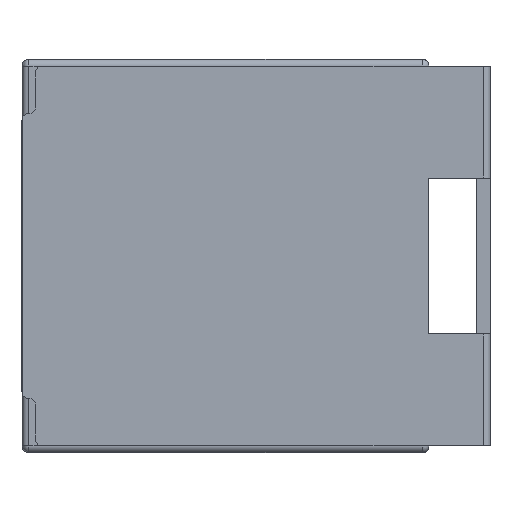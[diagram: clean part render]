
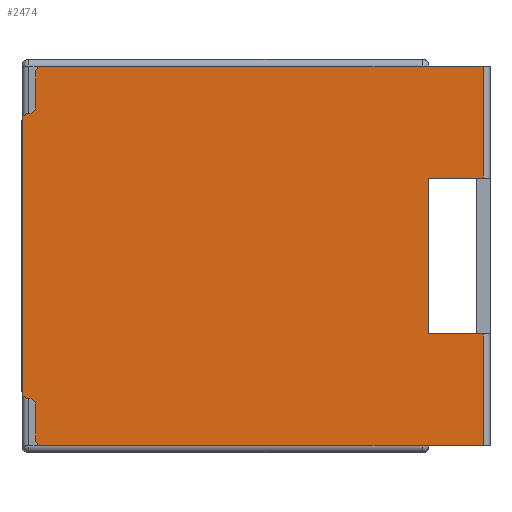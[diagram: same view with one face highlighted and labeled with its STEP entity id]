
A CAD part, left-side view. The second image highlights one B-rep face of the part: STEP entity #2474.
In plain terms, the highlighted planar face has unit normal (-1, 0, 0).
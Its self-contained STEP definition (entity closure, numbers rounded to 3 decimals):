
#8 = EDGE_CURVE ( 'NONE', #1102, #6141, #6098, .T. ) ;
#24 = ORIENTED_EDGE ( 'NONE', *, *, #4991, .T. ) ;
#44 = ORIENTED_EDGE ( 'NONE', *, *, #3841, .T. ) ;
#48 = CARTESIAN_POINT ( 'NONE',  ( -0.1, -0.4, -2.025 ) ) ;
#209 = CIRCLE ( 'NONE', #4183, 0.05 ) ;
#224 = VERTEX_POINT ( 'NONE', #5338 ) ;
#334 = ORIENTED_EDGE ( 'NONE', *, *, #873, .F. ) ;
#393 = CARTESIAN_POINT ( 'NONE',  ( -0.1, 0., -0.875 ) ) ;
#477 = EDGE_CURVE ( 'NONE', #2923, #998, #2624, .T. ) ;
#592 = LINE ( 'NONE', #1318, #2844 ) ;
#718 = ORIENTED_EDGE ( 'NONE', *, *, #2052, .T. ) ;
#739 = CIRCLE ( 'NONE', #1068, 0.05 ) ;
#779 = CARTESIAN_POINT ( 'NONE',  ( -0.1, 3., -2.85 ) ) ;
#786 = DIRECTION ( 'NONE',  ( 0., 0., -1. ) ) ;
#873 = EDGE_CURVE ( 'NONE', #1894, #888, #2802, .T. ) ;
#888 = VERTEX_POINT ( 'NONE', #4530 ) ;
#891 = FACE_OUTER_BOUND ( 'NONE', #3435, .T. ) ;
#900 = CARTESIAN_POINT ( 'NONE',  ( -0.1, -0.4, -2.85 ) ) ;
#937 = CIRCLE ( 'NONE', #6678, 0.05 ) ;
#956 = CARTESIAN_POINT ( 'NONE',  ( -0.1, 3., -2.85 ) ) ;
#998 = VERTEX_POINT ( 'NONE', #3246 ) ;
#1052 = AXIS2_PLACEMENT_3D ( 'NONE', #2026, #4626, #3121 ) ;
#1068 = AXIS2_PLACEMENT_3D ( 'NONE', #3988, #6626, #2991 ) ;
#1102 = VERTEX_POINT ( 'NONE', #2489 ) ;
#1134 = VERTEX_POINT ( 'NONE', #48 ) ;
#1139 = DIRECTION ( 'NONE',  ( 0., 0., 1. ) ) ;
#1224 = VERTEX_POINT ( 'NONE', #1665 ) ;
#1282 = ORIENTED_EDGE ( 'NONE', *, *, #2350, .T. ) ;
#1290 = VECTOR ( 'NONE', #3968, 1000. ) ;
#1318 = CARTESIAN_POINT ( 'NONE',  ( -0.1, 0., -2.025 ) ) ;
#1400 = ORIENTED_EDGE ( 'NONE', *, *, #2199, .F. ) ;
#1416 = CARTESIAN_POINT ( 'NONE',  ( -0.1, 2.95, -2.45 ) ) ;
#1427 = CARTESIAN_POINT ( 'NONE',  ( -0.1, -0.4, -0.875 ) ) ;
#1481 = PLANE ( 'NONE',  #3173 ) ;
#1489 = DIRECTION ( 'NONE',  ( 0., -1., 0. ) ) ;
#1519 = ORIENTED_EDGE ( 'NONE', *, *, #5917, .T. ) ;
#1602 = EDGE_CURVE ( 'NONE', #2628, #1224, #739, .T. ) ;
#1665 = CARTESIAN_POINT ( 'NONE',  ( -0.1, 2.85, -2.85 ) ) ;
#1751 = ORIENTED_EDGE ( 'NONE', *, *, #2570, .F. ) ;
#1894 = VERTEX_POINT ( 'NONE', #3323 ) ;
#1995 = VERTEX_POINT ( 'NONE', #5548 ) ;
#2026 = CARTESIAN_POINT ( 'NONE',  ( -0.1, 2.85, -0.1 ) ) ;
#2050 = CARTESIAN_POINT ( 'NONE',  ( -0.1, -0.4, -2.85 ) ) ;
#2052 = EDGE_CURVE ( 'NONE', #6141, #2855, #937, .T. ) ;
#2083 = VERTEX_POINT ( 'NONE', #1427 ) ;
#2085 = VECTOR ( 'NONE', #3410, 1000. ) ;
#2199 = EDGE_CURVE ( 'NONE', #2628, #998, #4290, .T. ) ;
#2307 = CARTESIAN_POINT ( 'NONE',  ( -0.1, -0.4, -0.05 ) ) ;
#2312 = LINE ( 'NONE', #5424, #2890 ) ;
#2324 = EDGE_CURVE ( 'NONE', #224, #6454, #2355, .T. ) ;
#2350 = EDGE_CURVE ( 'NONE', #2083, #6454, #2930, .T. ) ;
#2355 = LINE ( 'NONE', #2863, #2085 ) ;
#2474 = ADVANCED_FACE ( 'NONE', ( #891 ), #1481, .T. ) ;
#2489 = CARTESIAN_POINT ( 'NONE',  ( -0.1, 2.9, -0.1 ) ) ;
#2492 = LINE ( 'NONE', #900, #5725 ) ;
#2495 = CIRCLE ( 'NONE', #1052, 0.05 ) ;
#2529 = DIRECTION ( 'NONE',  ( 1., 0., 0. ) ) ;
#2570 = EDGE_CURVE ( 'NONE', #2083, #3311, #5356, .T. ) ;
#2587 = CARTESIAN_POINT ( 'NONE',  ( -0.1, 0., -0.875 ) ) ;
#2624 = CIRCLE ( 'NONE', #6488, 0.05 ) ;
#2628 = VERTEX_POINT ( 'NONE', #6591 ) ;
#2684 = CARTESIAN_POINT ( 'NONE',  ( -0.1, 0., -2.025 ) ) ;
#2802 = LINE ( 'NONE', #779, #4077 ) ;
#2844 = VECTOR ( 'NONE', #6514, 1000. ) ;
#2855 = VERTEX_POINT ( 'NONE', #5869 ) ;
#2863 = CARTESIAN_POINT ( 'NONE',  ( -0.1, 3., -0.05 ) ) ;
#2875 = DIRECTION ( 'NONE',  ( 0., 0., 1. ) ) ;
#2890 = VECTOR ( 'NONE', #4273, 1000. ) ;
#2898 = CARTESIAN_POINT ( 'NONE',  ( -0.1, -0.4, -2.85 ) ) ;
#2923 = VERTEX_POINT ( 'NONE', #3607 ) ;
#2930 = LINE ( 'NONE', #2898, #1290 ) ;
#2991 = DIRECTION ( 'NONE',  ( 0., -1., 0. ) ) ;
#3006 = DIRECTION ( 'NONE',  ( 0., 0., 1. ) ) ;
#3057 = ORIENTED_EDGE ( 'NONE', *, *, #2324, .F. ) ;
#3066 = DIRECTION ( 'NONE',  ( 0., -1., 0. ) ) ;
#3087 = VECTOR ( 'NONE', #4172, 1000. ) ;
#3121 = DIRECTION ( 'NONE',  ( 0., -1., 0. ) ) ;
#3173 = AXIS2_PLACEMENT_3D ( 'NONE', #956, #5184, #3066 ) ;
#3230 = LINE ( 'NONE', #2684, #3087 ) ;
#3246 = CARTESIAN_POINT ( 'NONE',  ( -0.1, 2.9, -2.55 ) ) ;
#3311 = VERTEX_POINT ( 'NONE', #393 ) ;
#3323 = CARTESIAN_POINT ( 'NONE',  ( -0.1, 3., -2.45 ) ) ;
#3410 = DIRECTION ( 'NONE',  ( 0., -1., 0. ) ) ;
#3427 = ORIENTED_EDGE ( 'NONE', *, *, #1602, .T. ) ;
#3435 = EDGE_LOOP ( 'NONE', ( #3057, #3436, #3755, #718, #24, #334, #1519, #4853, #1400, #3427, #44, #3689, #4763, #6020, #1751, #1282 ) ) ;
#3436 = ORIENTED_EDGE ( 'NONE', *, *, #5360, .T. ) ;
#3607 = CARTESIAN_POINT ( 'NONE',  ( -0.1, 2.95, -2.5 ) ) ;
#3612 = VECTOR ( 'NONE', #1139, 1000. ) ;
#3689 = ORIENTED_EDGE ( 'NONE', *, *, #6752, .T. ) ;
#3755 = ORIENTED_EDGE ( 'NONE', *, *, #8, .T. ) ;
#3841 = EDGE_CURVE ( 'NONE', #1224, #6799, #2312, .T. ) ;
#3915 = AXIS2_PLACEMENT_3D ( 'NONE', #5689, #5283, #5801 ) ;
#3968 = DIRECTION ( 'NONE',  ( 0., 0., 1. ) ) ;
#3982 = CARTESIAN_POINT ( 'NONE',  ( -0.1, 2.95, -0.35 ) ) ;
#3988 = CARTESIAN_POINT ( 'NONE',  ( -0.1, 2.85, -2.8 ) ) ;
#4077 = VECTOR ( 'NONE', #2875, 1000. ) ;
#4172 = DIRECTION ( 'NONE',  ( 0., 0., -1. ) ) ;
#4183 = AXIS2_PLACEMENT_3D ( 'NONE', #1416, #5700, #1489 ) ;
#4273 = DIRECTION ( 'NONE',  ( 0., -1., 0. ) ) ;
#4290 = LINE ( 'NONE', #4892, #3612 ) ;
#4410 = VECTOR ( 'NONE', #6385, 1000. ) ;
#4453 = DIRECTION ( 'NONE',  ( 1., 0., 0. ) ) ;
#4530 = CARTESIAN_POINT ( 'NONE',  ( -0.1, 3., -0.45 ) ) ;
#4626 = DIRECTION ( 'NONE',  ( -1., 0., 0. ) ) ;
#4763 = ORIENTED_EDGE ( 'NONE', *, *, #6650, .F. ) ;
#4853 = ORIENTED_EDGE ( 'NONE', *, *, #477, .T. ) ;
#4892 = CARTESIAN_POINT ( 'NONE',  ( -0.1, 2.9, -2.5 ) ) ;
#4973 = CARTESIAN_POINT ( 'NONE',  ( -0.1, 2.9, -0.4 ) ) ;
#4991 = EDGE_CURVE ( 'NONE', #2855, #888, #6672, .T. ) ;
#5120 = CARTESIAN_POINT ( 'NONE',  ( -0.1, 2.95, -2.55 ) ) ;
#5184 = DIRECTION ( 'NONE',  ( -1., 0., 0. ) ) ;
#5283 = DIRECTION ( 'NONE',  ( -1., 0., 0. ) ) ;
#5338 = CARTESIAN_POINT ( 'NONE',  ( -0.1, 2.85, -0.05 ) ) ;
#5356 = LINE ( 'NONE', #2587, #4410 ) ;
#5360 = EDGE_CURVE ( 'NONE', #224, #1102, #2495, .T. ) ;
#5424 = CARTESIAN_POINT ( 'NONE',  ( -0.1, 3., -2.85 ) ) ;
#5548 = CARTESIAN_POINT ( 'NONE',  ( -0.1, 0., -2.025 ) ) ;
#5631 = VECTOR ( 'NONE', #786, 1000. ) ;
#5689 = CARTESIAN_POINT ( 'NONE',  ( -0.1, 2.95, -0.45 ) ) ;
#5700 = DIRECTION ( 'NONE',  ( -1., 0., 0. ) ) ;
#5725 = VECTOR ( 'NONE', #3006, 1000. ) ;
#5776 = CARTESIAN_POINT ( 'NONE',  ( -0.1, 2.9, -0.35 ) ) ;
#5801 = DIRECTION ( 'NONE',  ( 0., -1., 0. ) ) ;
#5869 = CARTESIAN_POINT ( 'NONE',  ( -0.1, 2.95, -0.4 ) ) ;
#5917 = EDGE_CURVE ( 'NONE', #1894, #2923, #209, .T. ) ;
#6020 = ORIENTED_EDGE ( 'NONE', *, *, #6327, .F. ) ;
#6097 = DIRECTION ( 'NONE',  ( 0., -1., 0. ) ) ;
#6098 = LINE ( 'NONE', #4973, #5631 ) ;
#6141 = VERTEX_POINT ( 'NONE', #5776 ) ;
#6327 = EDGE_CURVE ( 'NONE', #3311, #1995, #3230, .T. ) ;
#6385 = DIRECTION ( 'NONE',  ( 0., 1., 0. ) ) ;
#6454 = VERTEX_POINT ( 'NONE', #2307 ) ;
#6488 = AXIS2_PLACEMENT_3D ( 'NONE', #5120, #2529, #6706 ) ;
#6514 = DIRECTION ( 'NONE',  ( 0., -1., 0. ) ) ;
#6591 = CARTESIAN_POINT ( 'NONE',  ( -0.1, 2.9, -2.8 ) ) ;
#6626 = DIRECTION ( 'NONE',  ( -1., 0., 0. ) ) ;
#6650 = EDGE_CURVE ( 'NONE', #1995, #1134, #592, .T. ) ;
#6672 = CIRCLE ( 'NONE', #3915, 0.05 ) ;
#6678 = AXIS2_PLACEMENT_3D ( 'NONE', #3982, #4453, #6097 ) ;
#6706 = DIRECTION ( 'NONE',  ( 0., -1., 0. ) ) ;
#6752 = EDGE_CURVE ( 'NONE', #6799, #1134, #2492, .T. ) ;
#6799 = VERTEX_POINT ( 'NONE', #2050 ) ;
